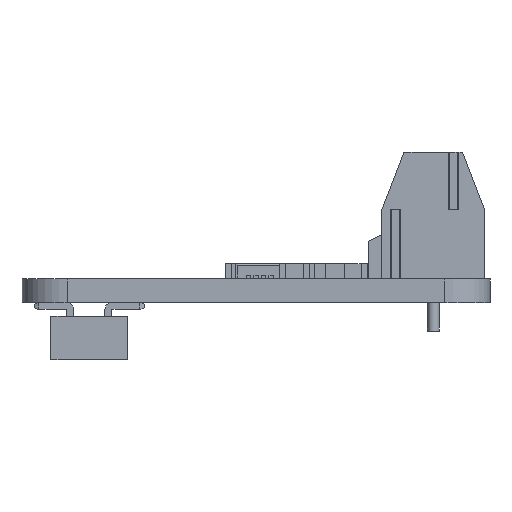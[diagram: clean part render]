
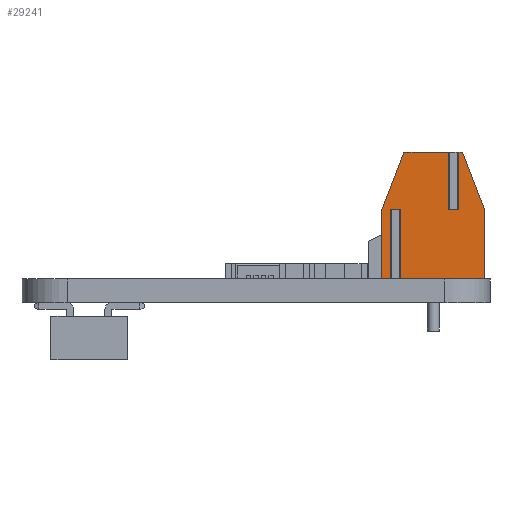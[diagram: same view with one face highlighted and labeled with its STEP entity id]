
A CAD part, left-side view. The second image highlights one B-rep face of the part: STEP entity #29241.
In plain terms, the highlighted planar face has unit normal (-1, 0, 0).
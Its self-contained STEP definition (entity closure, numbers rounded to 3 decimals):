
#1735=PLANE('',#31716);
#3344=FACE_OUTER_BOUND('',#5300,.T.);
#5300=EDGE_LOOP('',(#25953,#25954,#25955,#25956,#25957,#25958,#25959,#25960,
#25961,#25962,#25963,#25964,#25965,#25966));
#8184=LINE('',#47881,#11368);
#8192=LINE('',#47897,#11376);
#8197=LINE('',#47908,#11381);
#8200=LINE('',#47914,#11384);
#8201=LINE('',#47918,#11385);
#8202=LINE('',#47919,#11386);
#8203=LINE('',#47921,#11387);
#8204=LINE('',#47923,#11388);
#8205=LINE('',#47925,#11389);
#8206=LINE('',#47927,#11390);
#8207=LINE('',#47929,#11391);
#8208=LINE('',#47931,#11392);
#8209=LINE('',#47932,#11393);
#8210=LINE('',#47933,#11394);
#11368=VECTOR('',#38913,10.);
#11376=VECTOR('',#38921,10.);
#11381=VECTOR('',#38930,10.);
#11384=VECTOR('',#38935,10.);
#11385=VECTOR('',#38938,10.);
#11386=VECTOR('',#38939,10.);
#11387=VECTOR('',#38940,10.);
#11388=VECTOR('',#38941,10.);
#11389=VECTOR('',#38942,10.);
#11390=VECTOR('',#38943,10.);
#11391=VECTOR('',#38944,10.);
#11392=VECTOR('',#38945,10.);
#11393=VECTOR('',#38946,10.);
#11394=VECTOR('',#38947,10.);
#14748=VERTEX_POINT('',#47878);
#14749=VERTEX_POINT('',#47880);
#14756=VERTEX_POINT('',#47894);
#14757=VERTEX_POINT('',#47896);
#14761=VERTEX_POINT('',#47906);
#14763=VERTEX_POINT('',#47912);
#14764=VERTEX_POINT('',#47916);
#14765=VERTEX_POINT('',#47917);
#14766=VERTEX_POINT('',#47920);
#14767=VERTEX_POINT('',#47922);
#14768=VERTEX_POINT('',#47924);
#14769=VERTEX_POINT('',#47926);
#14770=VERTEX_POINT('',#47928);
#14771=VERTEX_POINT('',#47930);
#18534=EDGE_CURVE('',#14749,#14748,#8184,.T.);
#18542=EDGE_CURVE('',#14757,#14756,#8192,.T.);
#18548=EDGE_CURVE('',#14756,#14761,#8197,.T.);
#18551=EDGE_CURVE('',#14761,#14763,#8200,.T.);
#18552=EDGE_CURVE('',#14764,#14765,#8201,.T.);
#18553=EDGE_CURVE('',#14757,#14765,#8202,.T.);
#18554=EDGE_CURVE('',#14766,#14763,#8203,.T.);
#18555=EDGE_CURVE('',#14766,#14767,#8204,.T.);
#18556=EDGE_CURVE('',#14768,#14767,#8205,.T.);
#18557=EDGE_CURVE('',#14768,#14769,#8206,.T.);
#18558=EDGE_CURVE('',#14770,#14769,#8207,.T.);
#18559=EDGE_CURVE('',#14771,#14770,#8208,.T.);
#18560=EDGE_CURVE('',#14749,#14771,#8209,.T.);
#18561=EDGE_CURVE('',#14764,#14748,#8210,.T.);
#25953=ORIENTED_EDGE('',*,*,#18552,.T.);
#25954=ORIENTED_EDGE('',*,*,#18553,.F.);
#25955=ORIENTED_EDGE('',*,*,#18542,.T.);
#25956=ORIENTED_EDGE('',*,*,#18548,.T.);
#25957=ORIENTED_EDGE('',*,*,#18551,.T.);
#25958=ORIENTED_EDGE('',*,*,#18554,.F.);
#25959=ORIENTED_EDGE('',*,*,#18555,.T.);
#25960=ORIENTED_EDGE('',*,*,#18556,.F.);
#25961=ORIENTED_EDGE('',*,*,#18557,.T.);
#25962=ORIENTED_EDGE('',*,*,#18558,.F.);
#25963=ORIENTED_EDGE('',*,*,#18559,.F.);
#25964=ORIENTED_EDGE('',*,*,#18560,.F.);
#25965=ORIENTED_EDGE('',*,*,#18534,.T.);
#25966=ORIENTED_EDGE('',*,*,#18561,.F.);
#29241=ADVANCED_FACE('',(#3344),#1735,.F.);
#31716=AXIS2_PLACEMENT_3D('',#47915,#38936,#38937);
#38913=DIRECTION('',(0.,1.,0.));
#38921=DIRECTION('',(0.,1.,0.));
#38930=DIRECTION('',(0.,0.358,-0.934));
#38935=DIRECTION('',(0.,0.,-1.));
#38936=DIRECTION('center_axis',(1.,0.,0.));
#38937=DIRECTION('ref_axis',(0.,1.,0.));
#38938=DIRECTION('',(0.,1.,0.));
#38939=DIRECTION('',(0.,0.,-1.));
#38940=DIRECTION('',(0.,1.,0.));
#38941=DIRECTION('',(0.,0.,1.));
#38942=DIRECTION('',(0.,1.,0.));
#38943=DIRECTION('',(0.,0.,-1.));
#38944=DIRECTION('',(0.,1.,0.));
#38945=DIRECTION('',(0.,0.,-1.));
#38946=DIRECTION('',(0.,-0.358,-0.934));
#38947=DIRECTION('',(0.,0.,1.));
#47878=CARTESIAN_POINT('',(-3.5,-1.666,8.4));
#47880=CARTESIAN_POINT('',(-3.5,-1.991,8.4));
#47881=CARTESIAN_POINT('',(-3.5,-0.05,8.4));
#47894=CARTESIAN_POINT('',(-3.5,1.891,8.4));
#47896=CARTESIAN_POINT('',(-3.5,-1.116,8.4));
#47897=CARTESIAN_POINT('',(-3.5,-0.05,8.4));
#47906=CARTESIAN_POINT('',(-3.5,3.35,4.6));
#47908=CARTESIAN_POINT('',(-3.5,3.901,3.164));
#47912=CARTESIAN_POINT('',(-3.5,3.35,0.));
#47914=CARTESIAN_POINT('',(-3.5,3.35,0.35));
#47915=CARTESIAN_POINT('Origin',(-3.5,-0.05,0.));
#47916=CARTESIAN_POINT('',(-3.5,-1.666,4.6));
#47917=CARTESIAN_POINT('',(-3.5,-1.116,4.6));
#47918=CARTESIAN_POINT('',(-3.5,-0.05,4.6));
#47919=CARTESIAN_POINT('',(-3.5,-1.116,2.3));
#47920=CARTESIAN_POINT('',(-3.5,2.725,0.));
#47921=CARTESIAN_POINT('',(-3.5,-1.75,0.));
#47922=CARTESIAN_POINT('',(-3.5,2.725,4.6));
#47923=CARTESIAN_POINT('',(-3.5,2.725,2.3));
#47924=CARTESIAN_POINT('',(-3.5,2.175,4.6));
#47925=CARTESIAN_POINT('',(-3.5,-0.05,4.6));
#47926=CARTESIAN_POINT('',(-3.5,2.175,0.));
#47927=CARTESIAN_POINT('',(-3.5,2.175,2.3));
#47928=CARTESIAN_POINT('',(-3.5,-3.45,0.));
#47929=CARTESIAN_POINT('',(-3.5,-1.75,0.));
#47930=CARTESIAN_POINT('',(-3.5,-3.45,4.6));
#47931=CARTESIAN_POINT('',(-3.5,-3.45,0.35));
#47932=CARTESIAN_POINT('',(-3.5,-3.272,5.064));
#47933=CARTESIAN_POINT('',(-3.5,-1.666,2.3));
